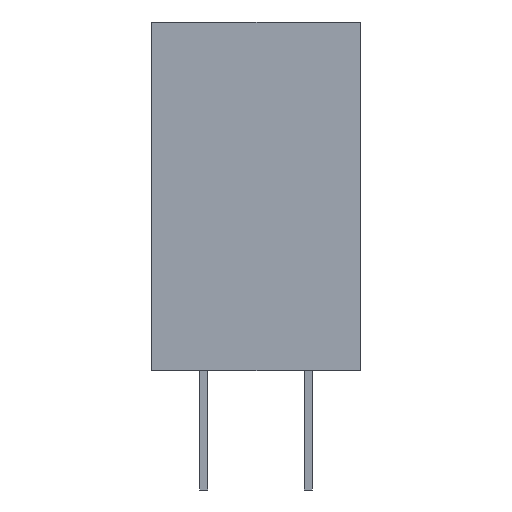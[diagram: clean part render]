
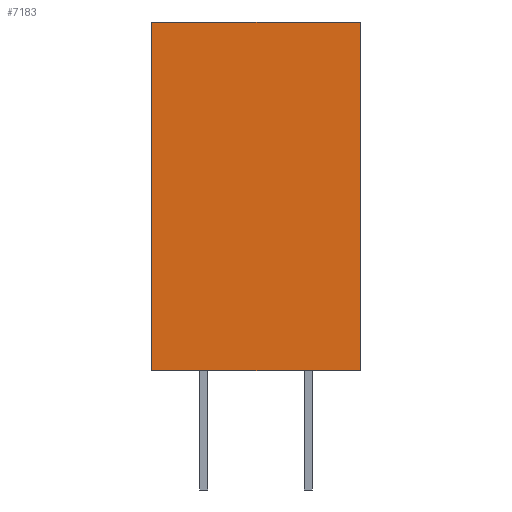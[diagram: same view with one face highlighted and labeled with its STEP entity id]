
A CAD part, left-side view. The second image highlights one B-rep face of the part: STEP entity #7183.
In plain terms, the highlighted planar face has unit normal (-1, 0, 0).
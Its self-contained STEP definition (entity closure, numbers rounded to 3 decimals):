
#3065=CARTESIAN_POINT('',(-31.85,-2.54,0.));
#3066=VERTEX_POINT('',#3065);
#3073=CARTESIAN_POINT('',(-31.85,2.54,0.));
#3074=VERTEX_POINT('',#3073);
#3075=CARTESIAN_POINT('',(-31.85,2.54,0.));
#3076=DIRECTION('',(0.0,-1.0,0.0));
#3077=VECTOR('',#3076,5.08);
#3078=LINE('',#3075,#3077);
#3079=EDGE_CURVE('',#3074,#3066,#3078,.T.);
#7108=CARTESIAN_POINT('',(-31.85,-2.54,8.5));
#7109=VERTEX_POINT('',#7108);
#7116=CARTESIAN_POINT('',(-31.85,-2.54,0.));
#7117=DIRECTION('',(0.0,0.0,1.0));
#7118=VECTOR('',#7117,8.5);
#7119=LINE('',#7116,#7118);
#7120=EDGE_CURVE('',#3066,#7109,#7119,.T.);
#7160=CARTESIAN_POINT('',(-31.85,2.794,8.925));
#7161=DIRECTION('',(-1.0,0.0,0.0));
#7162=DIRECTION('',(0.0,0.0,1.0));
#7163=AXIS2_PLACEMENT_3D('',#7160,#7161,#7162);
#7164=PLANE('',#7163);
#7165=CARTESIAN_POINT('',(-31.85,2.54,8.5));
#7166=VERTEX_POINT('',#7165);
#7167=CARTESIAN_POINT('',(-31.85,-2.54,8.5));
#7168=DIRECTION('',(0.0,1.0,0.0));
#7169=VECTOR('',#7168,5.08);
#7170=LINE('',#7167,#7169);
#7171=EDGE_CURVE('',#7109,#7166,#7170,.T.);
#7172=ORIENTED_EDGE('',*,*,#7171,.T.);
#7173=CARTESIAN_POINT('',(-31.85,2.54,0.));
#7174=DIRECTION('',(0.0,0.0,1.0));
#7175=VECTOR('',#7174,8.5);
#7176=LINE('',#7173,#7175);
#7177=EDGE_CURVE('',#3074,#7166,#7176,.T.);
#7178=ORIENTED_EDGE('',*,*,#7177,.F.);
#7179=ORIENTED_EDGE('',*,*,#3079,.T.);
#7180=ORIENTED_EDGE('',*,*,#7120,.T.);
#7181=EDGE_LOOP('',(#7172,#7178,#7179,#7180));
#7182=FACE_OUTER_BOUND('',#7181,.T.);
#7183=ADVANCED_FACE('',(#7182),#7164,.T.);
